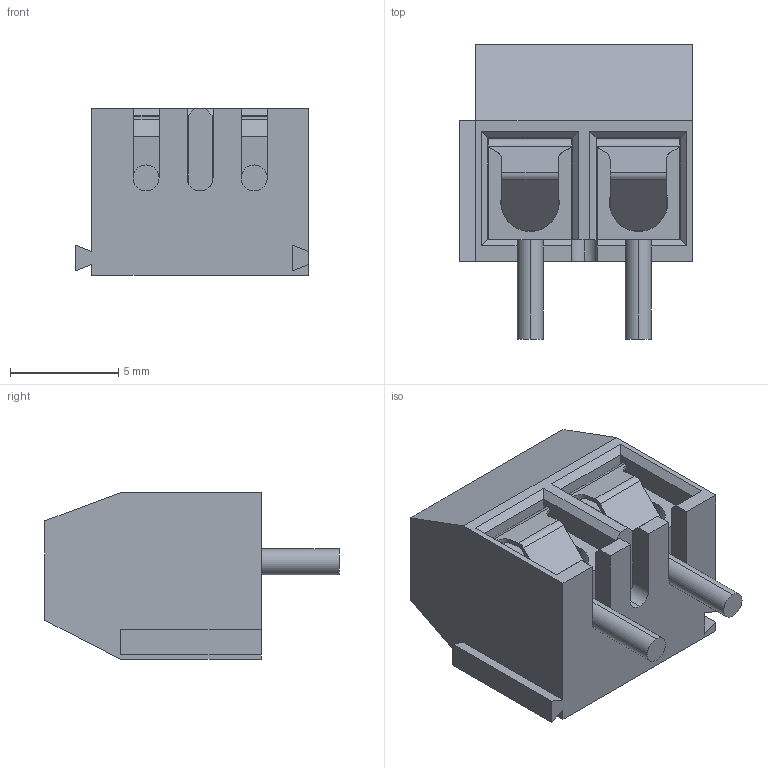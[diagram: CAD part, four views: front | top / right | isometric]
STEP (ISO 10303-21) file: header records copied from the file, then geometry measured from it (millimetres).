
FILE_DESCRIPTION (( 'STEP AP214' ), '1' );
FILE_NAME ('GX301-5.0-2P.STEP', '2014-01-04T10:23:11', ( '' ), ( '' ), 'SwSTEP 2.0', 'SolidWorks 2012', '' );
FILE_SCHEMA (( 'AUTOMOTIVE_DESIGN' ));
Length unit declared in the file: millimetre
Products named in the file (5): 錨璃18; 錨璃2; 錨璃3; 錨璃5; GX301-5.0-2P
Assembly tree (7 placements, depth 2):
  GX301-5.0-2P
    錨璃5
    錨璃3  x2
    錨璃2  x2
    錨璃18  x2
Bounding box: 10.75 x 13.6 x 7.7 mm (x, y, z)
Volume: 605.2 mm3; surface area: 1321.6 mm2
Topology: 7 solids, 7 shells, 257 faces, 689 edges, 452 vertices
Faces by surface type: cylinder 128, plane 103, torus 16, bspline 10
Entity records: 7325 total; most frequent: CARTESIAN_POINT 3317, ORIENTED_EDGE 852, DIRECTION 739, EDGE_CURVE 426, VERTEX_POINT 279, AXIS2_PLACEMENT_3D 248, VECTOR 243, LINE 243
